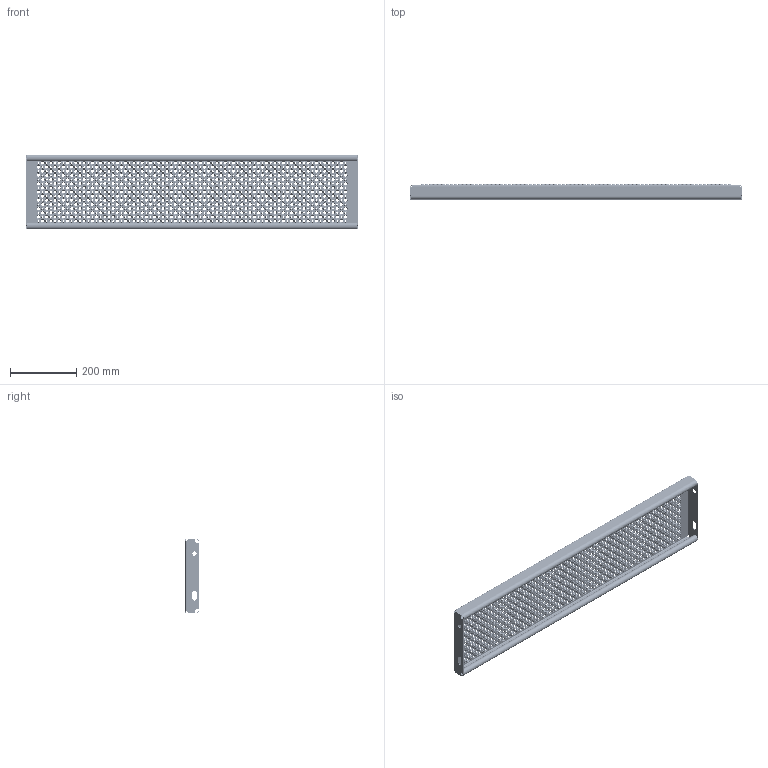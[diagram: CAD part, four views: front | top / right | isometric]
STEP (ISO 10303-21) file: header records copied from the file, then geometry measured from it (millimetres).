
FILE_DESCRIPTION (( 'STEP AP203' ), '1' );
FILE_NAME ('20636_ACHILTRIN_225x1000x45_M_OPTRÆK.STEP', '2011-08-15T05:41:37', ( 'JKJ' ), ( '' ), 'SwSTEP 2.0', 'SolidWorks 2011', '' );
FILE_SCHEMA (( 'CONFIG_CONTROL_DESIGN' ));
Products named in the file (1): 20636_ACHILTRIN_225x1000x45_M_OPTRÆK
Bounding box: 1000 x 45 x 225 mm (x, y, z)
Volume: 794079 mm3; surface area: 837965.9 mm2
Topology: 1 solids, 1 shells, 9007 faces, 20600 edges, 12870 vertices
Faces by surface type: cone 5100, cylinder 2586, plane 1313, bspline 8
Entity records: 263057 total; most frequent: DIRECTION 51374, CARTESIAN_POINT 43070, ORIENTED_EDGE 41200, AXIS2_PLACEMENT_3D 21806, EDGE_CURVE 20600, VERTEX_POINT 12870, EDGE_LOOP 12840, CIRCLE 12806
